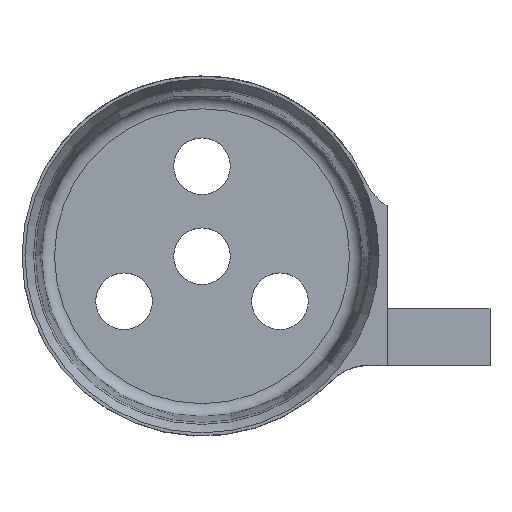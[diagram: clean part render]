
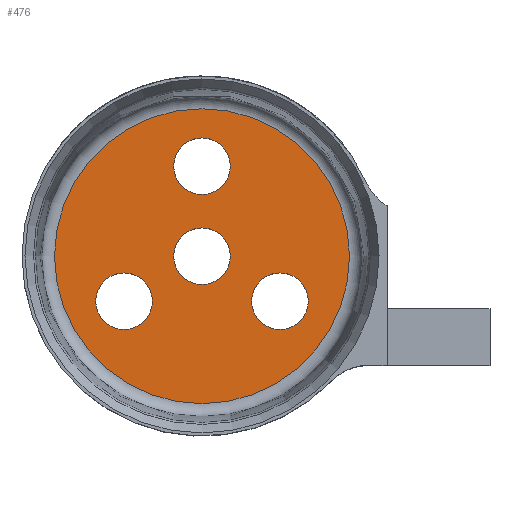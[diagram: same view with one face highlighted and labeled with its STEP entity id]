
A CAD part, top view. The second image highlights one B-rep face of the part: STEP entity #476.
In plain terms, the highlighted planar face has unit normal (0, 0, 1).
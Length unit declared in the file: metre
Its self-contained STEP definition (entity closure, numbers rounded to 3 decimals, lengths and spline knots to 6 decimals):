
#476 = ADVANCED_FACE( '', ( #1096, #1097, #1098, #1099, #1100 ), #1101, .T. );
#1096 = FACE_OUTER_BOUND( '', #1931, .T. );
#1097 = FACE_BOUND( '', #1932, .T. );
#1098 = FACE_BOUND( '', #1933, .T. );
#1099 = FACE_BOUND( '', #1934, .T. );
#1100 = FACE_BOUND( '', #1935, .T. );
#1101 = PLANE( '', #1936 );
#1931 = EDGE_LOOP( '', ( #3794 ) );
#1932 = EDGE_LOOP( '', ( #3795 ) );
#1933 = EDGE_LOOP( '', ( #3796 ) );
#1934 = EDGE_LOOP( '', ( #3797 ) );
#1935 = EDGE_LOOP( '', ( #3798 ) );
#1936 = AXIS2_PLACEMENT_3D( '', #3799, #3800, #3801 );
#3794 = ORIENTED_EDGE( '', *, *, #5818, .T. );
#3795 = ORIENTED_EDGE( '', *, *, #5662, .F. );
#3796 = ORIENTED_EDGE( '', *, *, #5819, .F. );
#3797 = ORIENTED_EDGE( '', *, *, #5820, .F. );
#3798 = ORIENTED_EDGE( '', *, *, #5821, .F. );
#3799 = CARTESIAN_POINT( '', ( 0., 0., 0.002381 ) );
#3800 = DIRECTION( '', ( 0., 0., 1. ) );
#3801 = DIRECTION( '', ( 1., 0., 0. ) );
#5662 = EDGE_CURVE( '', #6978, #6978, #6979, .T. );
#5818 = EDGE_CURVE( '', #7180, #7180, #7181, .T. );
#5819 = EDGE_CURVE( '', #7182, #7182, #7183, .T. );
#5820 = EDGE_CURVE( '', #7184, #7184, #7185, .T. );
#5821 = EDGE_CURVE( '', #7186, #7186, #7187, .T. );
#6978 = VERTEX_POINT( '', #11739 );
#6979 = CIRCLE( '', #11740, 0.0055 );
#7180 = VERTEX_POINT( '', #12465 );
#7181 = CIRCLE( '', #12466, 0.028674 );
#7182 = VERTEX_POINT( '', #12467 );
#7183 = CIRCLE( '', #12468, 0.0055 );
#7184 = VERTEX_POINT( '', #12469 );
#7185 = CIRCLE( '', #12470, 0.0055 );
#7186 = VERTEX_POINT( '', #12471 );
#7187 = CIRCLE( '', #12472, 0.0055 );
#11739 = CARTESIAN_POINT( '', ( 0.0055, 0.0175, 0.002381 ) );
#11740 = AXIS2_PLACEMENT_3D( '', #13455, #13456, #13457 );
#12465 = CARTESIAN_POINT( '', ( 0.028674, 0., 0.002381 ) );
#12466 = AXIS2_PLACEMENT_3D( '', #13552, #13553, #13554 );
#12467 = CARTESIAN_POINT( '', ( 0.0055, 0., 0.002381 ) );
#12468 = AXIS2_PLACEMENT_3D( '', #13555, #13556, #13557 );
#12469 = CARTESIAN_POINT( '', ( -0.009655, -0.00875, 0.002381 ) );
#12470 = AXIS2_PLACEMENT_3D( '', #13558, #13559, #13560 );
#12471 = CARTESIAN_POINT( '', ( 0.020655, -0.00875, 0.002381 ) );
#12472 = AXIS2_PLACEMENT_3D( '', #13561, #13562, #13563 );
#13455 = CARTESIAN_POINT( '', ( 0., 0.0175, 0.002381 ) );
#13456 = DIRECTION( '', ( 0., 0., 1. ) );
#13457 = DIRECTION( '', ( 1., 0., 0. ) );
#13552 = CARTESIAN_POINT( '', ( 0., 0., 0.002381 ) );
#13553 = DIRECTION( '', ( 0., 0., 1. ) );
#13554 = DIRECTION( '', ( 1., 0., 0. ) );
#13555 = CARTESIAN_POINT( '', ( 0., 0., 0.002381 ) );
#13556 = DIRECTION( '', ( 0., 0., 1. ) );
#13557 = DIRECTION( '', ( 1., 0., 0. ) );
#13558 = CARTESIAN_POINT( '', ( -0.015155, -0.00875, 0.002381 ) );
#13559 = DIRECTION( '', ( 0., 0., 1. ) );
#13560 = DIRECTION( '', ( 1., 0., 0. ) );
#13561 = CARTESIAN_POINT( '', ( 0.015155, -0.00875, 0.002381 ) );
#13562 = DIRECTION( '', ( 0., 0., 1. ) );
#13563 = DIRECTION( '', ( 1., 0., 0. ) );
